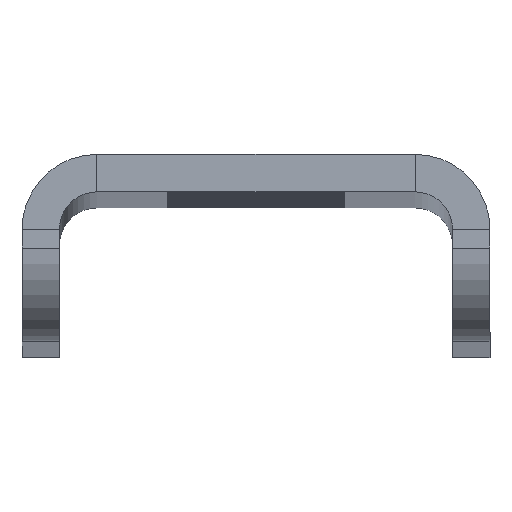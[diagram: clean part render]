
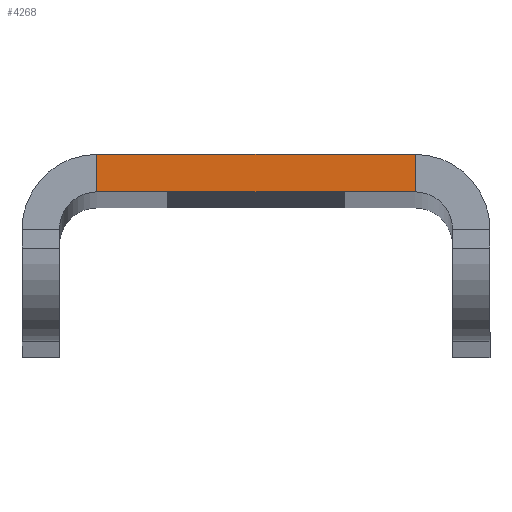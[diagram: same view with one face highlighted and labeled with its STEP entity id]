
A CAD part, top view. The second image highlights one B-rep face of the part: STEP entity #4268.
In plain terms, the highlighted planar face has unit normal (0, 0, 1).
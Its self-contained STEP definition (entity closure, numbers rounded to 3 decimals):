
#309 = DIRECTION ( 'NONE',  ( 1., 0., 0. ) ) ;
#617 = CARTESIAN_POINT ( 'NONE',  ( 12.5, -2., 245.5 ) ) ;
#653 = CARTESIAN_POINT ( 'NONE',  ( 12.5, -2., 245.5 ) ) ;
#671 = LINE ( 'NONE', #653, #4003 ) ;
#688 = CARTESIAN_POINT ( 'NONE',  ( 8.5, 0., 245.5 ) ) ;
#780 = DIRECTION ( 'NONE',  ( 1., 0., 0. ) ) ;
#998 = EDGE_LOOP ( 'NONE', ( #2529, #1465, #4232, #3824 ) ) ;
#1155 = VERTEX_POINT ( 'NONE', #688 ) ;
#1444 = DIRECTION ( 'NONE',  ( 0., 0., 1. ) ) ;
#1465 = ORIENTED_EDGE ( 'NONE', *, *, #1833, .T. ) ;
#1469 = PLANE ( 'NONE',  #3460 ) ;
#1608 = EDGE_CURVE ( 'NONE', #2749, #1155, #3012, .T. ) ;
#1690 = CARTESIAN_POINT ( 'NONE',  ( 8.5, -2., 245.5 ) ) ;
#1726 = CARTESIAN_POINT ( 'NONE',  ( 8.5, -2., 245.5 ) ) ;
#1833 = EDGE_CURVE ( 'NONE', #2943, #3711, #671, .T. ) ;
#2221 = EDGE_CURVE ( 'NONE', #3711, #1155, #3564, .T. ) ;
#2229 = CARTESIAN_POINT ( 'NONE',  ( -8.5, 0., 245.5 ) ) ;
#2529 = ORIENTED_EDGE ( 'NONE', *, *, #3667, .F. ) ;
#2749 = VERTEX_POINT ( 'NONE', #2229 ) ;
#2942 = DIRECTION ( 'NONE',  ( 1., 0., 0. ) ) ;
#2943 = VERTEX_POINT ( 'NONE', #3683 ) ;
#3012 = LINE ( 'NONE', #4155, #3596 ) ;
#3191 = DIRECTION ( 'NONE',  ( 0., 1., 0. ) ) ;
#3370 = CARTESIAN_POINT ( 'NONE',  ( -8.5, -2., 245.5 ) ) ;
#3460 = AXIS2_PLACEMENT_3D ( 'NONE', #617, #1444, #2942 ) ;
#3564 = LINE ( 'NONE', #1690, #3601 ) ;
#3596 = VECTOR ( 'NONE', #780, 1000. ) ;
#3601 = VECTOR ( 'NONE', #3191, 1000. ) ;
#3667 = EDGE_CURVE ( 'NONE', #2943, #2749, #3766, .T. ) ;
#3683 = CARTESIAN_POINT ( 'NONE',  ( -8.5, -2., 245.5 ) ) ;
#3711 = VERTEX_POINT ( 'NONE', #1726 ) ;
#3766 = LINE ( 'NONE', #3370, #4628 ) ;
#3824 = ORIENTED_EDGE ( 'NONE', *, *, #1608, .F. ) ;
#4003 = VECTOR ( 'NONE', #309, 1000. ) ;
#4155 = CARTESIAN_POINT ( 'NONE',  ( 12.5, 0., 245.5 ) ) ;
#4232 = ORIENTED_EDGE ( 'NONE', *, *, #2221, .T. ) ;
#4268 = ADVANCED_FACE ( 'NONE', ( #4810 ), #1469, .T. ) ;
#4502 = DIRECTION ( 'NONE',  ( 0., 1., 0. ) ) ;
#4628 = VECTOR ( 'NONE', #4502, 1000. ) ;
#4810 = FACE_OUTER_BOUND ( 'NONE', #998, .T. ) ;
